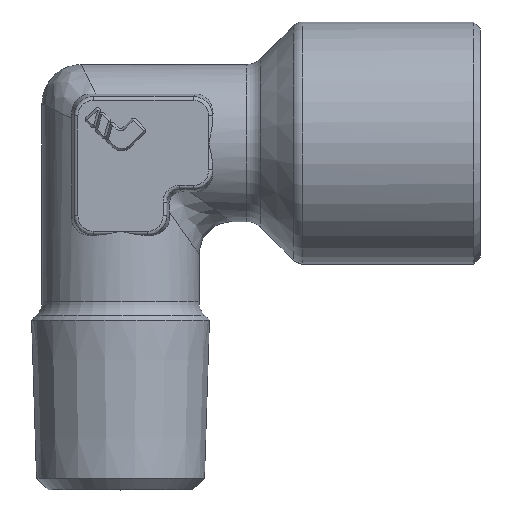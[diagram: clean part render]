
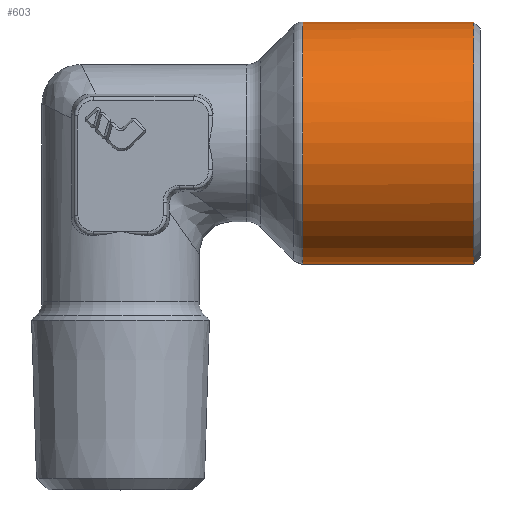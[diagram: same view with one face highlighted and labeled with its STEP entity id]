
A CAD part, top view. The second image highlights one B-rep face of the part: STEP entity #603.
In plain terms, the highlighted cylindrical face has radius 9.25 mm (diameter 18.5 mm), a partial arc.
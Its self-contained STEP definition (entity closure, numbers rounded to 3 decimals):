
#603=ADVANCED_FACE('',(#1318),#1319,.T.);
#1318=FACE_OUTER_BOUND('',#2743,.T.);
#1319=CYLINDRICAL_SURFACE('',#2744,9.25);
#2743=EDGE_LOOP('',(#4553,#4554,#4555,#4556,#4557));
#2744=AXIS2_PLACEMENT_3D('',#4558,#4559,#4560);
#4553=ORIENTED_EDGE('',*,*,#6315,.T.);
#4554=ORIENTED_EDGE('',*,*,#6502,.F.);
#4555=ORIENTED_EDGE('',*,*,#6317,.T.);
#4556=ORIENTED_EDGE('',*,*,#5938,.F.);
#4557=ORIENTED_EDGE('',*,*,#6384,.F.);
#4558=CARTESIAN_POINT('',(9.338,0.0,0.0));
#4559=DIRECTION('',(-1.0,-0.0,0.0));
#4560=DIRECTION('',(0.0,-1.0,0.0));
#5938=EDGE_CURVE('',#7042,#7044,#7045,.T.);
#6315=EDGE_CURVE('',#7664,#7457,#7665,.T.);
#6317=EDGE_CURVE('',#7453,#7044,#7667,.T.);
#6384=EDGE_CURVE('',#7664,#7042,#7765,.T.);
#6502=EDGE_CURVE('',#7453,#7457,#7925,.T.);
#7042=VERTEX_POINT('',#8819);
#7044=VERTEX_POINT('',#8821);
#7045=CIRCLE('',#8822,9.25);
#7453=VERTEX_POINT('',#9669);
#7457=VERTEX_POINT('',#9674);
#7664=VERTEX_POINT('',#10153);
#7665=LINE('',#10154,#10155);
#7667=LINE('',#10157,#10158);
#7765=CIRCLE('',#10426,9.25);
#7925=CIRCLE('',#10967,9.25);
#8819=CARTESIAN_POINT('',(13.914,9.249,0.099));
#8821=CARTESIAN_POINT('',(13.914,9.25,0.0));
#8822=AXIS2_PLACEMENT_3D('',#11904,#11905,#11906);
#9669=CARTESIAN_POINT('',(27.0,9.25,0.));
#9674=CARTESIAN_POINT('',(27.0,-9.25,0.0));
#10153=CARTESIAN_POINT('',(13.914,-9.25,0.));
#10154=CARTESIAN_POINT('',(20.457,-9.25,0.));
#10155=VECTOR('',#12285,1.0);
#10157=CARTESIAN_POINT('',(20.457,9.25,0.));
#10158=VECTOR('',#12289,1.0);
#10426=AXIS2_PLACEMENT_3D('',#12358,#12359,#12360);
#10967=AXIS2_PLACEMENT_3D('',#12474,#12475,#12476);
#11904=CARTESIAN_POINT('',(13.914,0.0,0.0));
#11905=DIRECTION('',(-1.0,0.0,0.0));
#11906=DIRECTION('',(0.0,1.0,0.0));
#12285=DIRECTION('',(1.0,-0.0,-0.0));
#12289=DIRECTION('',(-1.0,-0.0,-0.0));
#12358=CARTESIAN_POINT('',(13.914,0.0,0.0));
#12359=DIRECTION('',(-1.0,0.0,0.0));
#12360=DIRECTION('',(0.0,1.0,0.0));
#12474=CARTESIAN_POINT('',(27.0,0.0,0.0));
#12475=DIRECTION('',(1.0,0.0,0.0));
#12476=DIRECTION('',(0.0,1.0,0.0));
